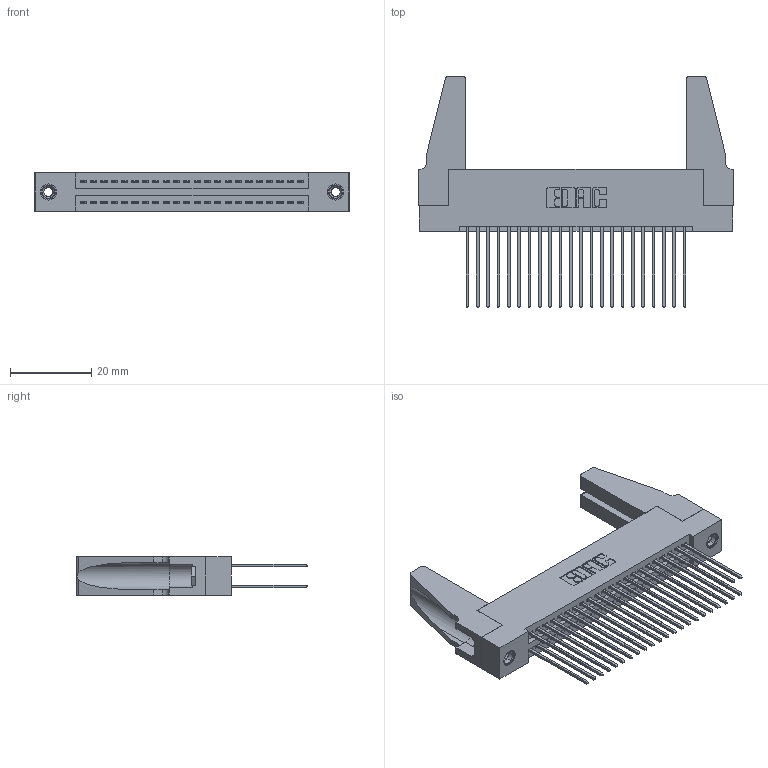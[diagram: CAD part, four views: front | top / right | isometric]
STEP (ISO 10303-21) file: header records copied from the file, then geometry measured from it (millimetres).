
FILE_DESCRIPTION (( 'STEP AP203' ), '1' );
FILE_NAME ('395-044-541-288.STEP', '2019-10-19T02:24:48', ( '' ), ( '' ), 'SwSTEP 2.0', 'SolidWorks 2016', '' );
FILE_SCHEMA (( 'CONFIG_CONTROL_DESIGN' ));
Length unit declared in the file: inch
Products named in the file (5): 345-220-078_345-220-088; 395-044-541-288; 345 Part_Flush Mounting Lugs - 0.156 Dia-TH; 345-292-001_345-293-141; 345-250-001_345-250-001-102
Assembly tree (49 placements, depth 2):
  395-044-541-288
    345 Part_Flush Mounting Lugs - 0.156 Dia-TH
    345-292-001_345-293-141  x44
    345-250-001_345-250-001-102  x2
    345-220-078_345-220-088  x2
Bounding box: 77.11 x 56.82 x 9.4 mm (x, y, z)
Volume: 10810.2 mm3; surface area: 15093.1 mm2
Topology: 49 solids, 49 shells, 2450 faces, 7211 edges, 4738 vertices
Faces by surface type: plane 1604, cylinder 830, cone 12, torus 4
Entity records: 22120 total; most frequent: CARTESIAN_POINT 3722, ORIENTED_EDGE 3616, DIRECTION 3312, EDGE_CURVE 1808, LINE 1546, VECTOR 1546, VERTEX_POINT 1198, AXIS2_PLACEMENT_3D 883
